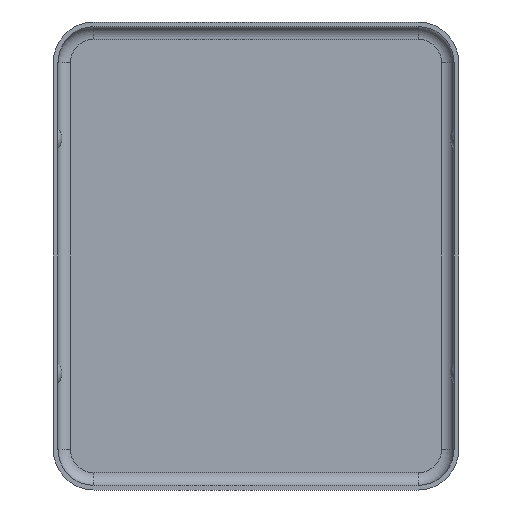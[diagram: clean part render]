
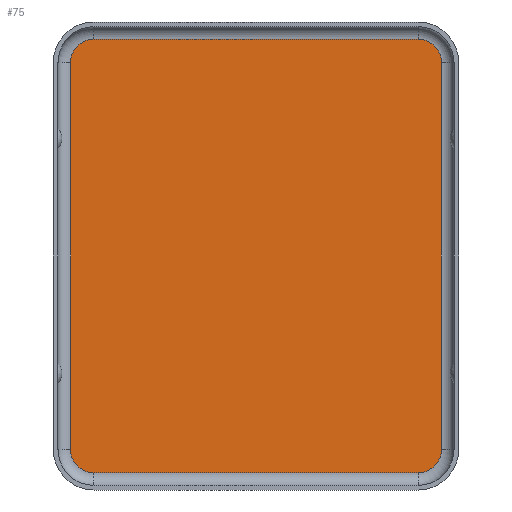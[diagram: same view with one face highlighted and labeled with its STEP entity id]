
A CAD part, front view. The second image highlights one B-rep face of the part: STEP entity #75.
In plain terms, the highlighted planar face has unit normal (0, -1, 0).
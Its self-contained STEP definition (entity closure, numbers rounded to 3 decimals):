
#75 = ADVANCED_FACE( 'NONE', ( #182 ), #183, .T. );
#182 = FACE_OUTER_BOUND( '', #327, .T. );
#183 = PLANE( '', #328 );
#327 = EDGE_LOOP( '', ( #483, #484, #485, #486, #487, #488, #489, #490 ) );
#328 = AXIS2_PLACEMENT_3D( '', #491, #492, #493 );
#483 = ORIENTED_EDGE( '', *, *, #809, .F. );
#484 = ORIENTED_EDGE( '', *, *, #819, .F. );
#485 = ORIENTED_EDGE( '', *, *, #820, .F. );
#486 = ORIENTED_EDGE( '', *, *, #821, .T. );
#487 = ORIENTED_EDGE( '', *, *, #822, .T. );
#488 = ORIENTED_EDGE( '', *, *, #823, .F. );
#489 = ORIENTED_EDGE( '', *, *, #824, .T. );
#490 = ORIENTED_EDGE( '', *, *, #825, .T. );
#491 = CARTESIAN_POINT( '', ( 10.35, 0., -12.35 ) );
#492 = DIRECTION( '', ( 0., -1., 0. ) );
#493 = DIRECTION( '', ( 0., 0., -1. ) );
#809 = EDGE_CURVE( 'NONE', #945, #947, #948, .T. );
#819 = EDGE_CURVE( 'NONE', #963, #945, #964, .T. );
#820 = EDGE_CURVE( 'NONE', #965, #963, #966, .T. );
#821 = EDGE_CURVE( 'NONE', #965, #967, #968, .T. );
#822 = EDGE_CURVE( 'NONE', #967, #969, #970, .T. );
#823 = EDGE_CURVE( 'NONE', #971, #969, #972, .T. );
#824 = EDGE_CURVE( 'NONE', #971, #973, #974, .T. );
#825 = EDGE_CURVE( 'NONE', #973, #947, #975, .T. );
#945 = VERTEX_POINT( 'NONE', #1133 );
#947 = VERTEX_POINT( 'NONE', #1135 );
#948 = LINE( '', #1136, #1137 );
#963 = VERTEX_POINT( 'NONE', #1154 );
#964 = CIRCLE( '', #1155, 1.5 );
#965 = VERTEX_POINT( 'NONE', #1156 );
#966 = LINE( '', #1157, #1158 );
#967 = VERTEX_POINT( 'NONE', #1159 );
#968 = CIRCLE( '', #1160, 1.5 );
#969 = VERTEX_POINT( 'NONE', #1161 );
#970 = LINE( '', #1162, #1163 );
#971 = VERTEX_POINT( 'NONE', #1164 );
#972 = CIRCLE( '', #1165, 1.5 );
#973 = VERTEX_POINT( 'NONE', #1166 );
#974 = LINE( '', #1167, #1168 );
#975 = CIRCLE( '', #1169, 1.5 );
#1133 = CARTESIAN_POINT( '', ( 10.35, 0., -13.85 ) );
#1135 = CARTESIAN_POINT( '', ( -10.35, 0., -13.85 ) );
#1136 = CARTESIAN_POINT( '', ( 10.35, 0., -13.85 ) );
#1137 = VECTOR( '', #1362, 1000. );
#1154 = CARTESIAN_POINT( '', ( 11.85, 0., -12.35 ) );
#1155 = AXIS2_PLACEMENT_3D( '', #1377, #1378, #1379 );
#1156 = CARTESIAN_POINT( '', ( 11.85, 0., 12.35 ) );
#1157 = CARTESIAN_POINT( '', ( 11.85, 0., 0. ) );
#1158 = VECTOR( '', #1380, 1000. );
#1159 = CARTESIAN_POINT( '', ( 10.35, 0., 13.85 ) );
#1160 = AXIS2_PLACEMENT_3D( '', #1381, #1382, #1383 );
#1161 = CARTESIAN_POINT( '', ( -10.35, 0., 13.85 ) );
#1162 = CARTESIAN_POINT( '', ( 10.35, 0., 13.85 ) );
#1163 = VECTOR( '', #1384, 1000. );
#1164 = CARTESIAN_POINT( '', ( -11.85, 0., 12.35 ) );
#1165 = AXIS2_PLACEMENT_3D( '', #1385, #1386, #1387 );
#1166 = CARTESIAN_POINT( '', ( -11.85, 0., -12.35 ) );
#1167 = CARTESIAN_POINT( '', ( -11.85, 0., 0. ) );
#1168 = VECTOR( '', #1388, 1000. );
#1169 = AXIS2_PLACEMENT_3D( '', #1389, #1390, #1391 );
#1362 = DIRECTION( '', ( -1., 0., 0. ) );
#1377 = CARTESIAN_POINT( '', ( 10.35, 0., -12.35 ) );
#1378 = DIRECTION( '', ( 0., 1., 0. ) );
#1379 = DIRECTION( '', ( 0., 0., 1. ) );
#1380 = DIRECTION( '', ( 0., 0., -1. ) );
#1381 = CARTESIAN_POINT( '', ( 10.35, 0., 12.35 ) );
#1382 = DIRECTION( '', ( 0., -1., 0. ) );
#1383 = DIRECTION( '', ( 0., 0., -1. ) );
#1384 = DIRECTION( '', ( -1., 0., 0. ) );
#1385 = CARTESIAN_POINT( '', ( -10.35, 0., 12.35 ) );
#1386 = DIRECTION( '', ( 0., 1., 0. ) );
#1387 = DIRECTION( '', ( 0., 0., -1. ) );
#1388 = DIRECTION( '', ( 0., 0., -1. ) );
#1389 = CARTESIAN_POINT( '', ( -10.35, 0., -12.35 ) );
#1390 = DIRECTION( '', ( 0., -1., 0. ) );
#1391 = DIRECTION( '', ( 0., 0., 1. ) );
